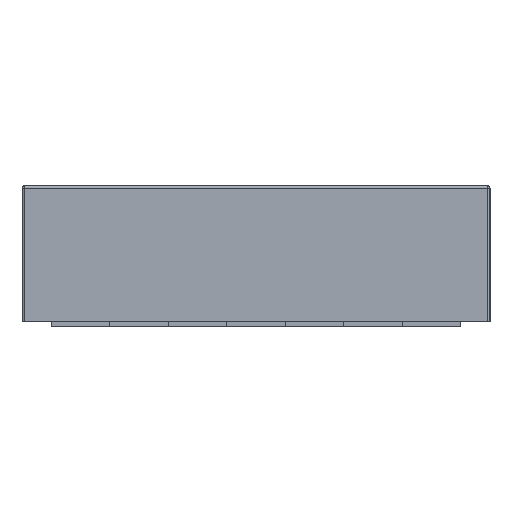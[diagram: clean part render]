
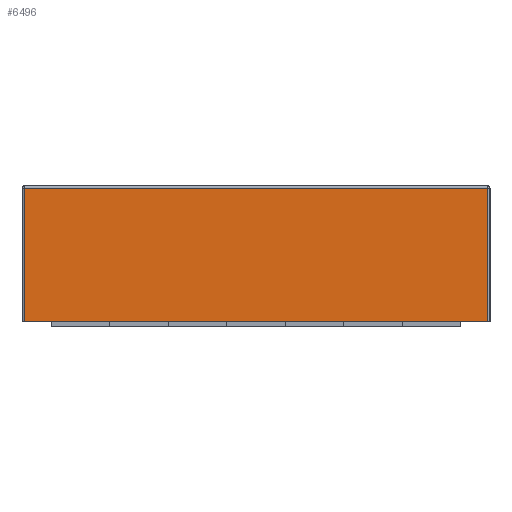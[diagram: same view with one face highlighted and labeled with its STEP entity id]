
A CAD part, left-side view. The second image highlights one B-rep face of the part: STEP entity #6496.
In plain terms, the highlighted planar face has unit normal (-1, 0, 0).
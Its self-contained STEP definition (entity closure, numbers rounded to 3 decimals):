
#250 = VERTEX_POINT ( 'NONE', #2253 ) ;
#808 = CARTESIAN_POINT ( 'NONE',  ( -1.5, 0.99, 0.57 ) ) ;
#1172 = CARTESIAN_POINT ( 'NONE',  ( -1.5, 0., 0. ) ) ;
#1317 = VERTEX_POINT ( 'NONE', #17141 ) ;
#2253 = CARTESIAN_POINT ( 'NONE',  ( -1.5, -0.99, 0.57 ) ) ;
#2438 = ORIENTED_EDGE ( 'NONE', *, *, #13912, .F. ) ;
#2503 = CARTESIAN_POINT ( 'NONE',  ( -1.5, 0.99, 0. ) ) ;
#3272 = LINE ( 'NONE', #8823, #5795 ) ;
#3632 = VERTEX_POINT ( 'NONE', #14250 ) ;
#4634 = VECTOR ( 'NONE', #13617, 1000. ) ;
#5795 = VECTOR ( 'NONE', #11572, 1000. ) ;
#6496 = ADVANCED_FACE ( 'NONE', ( #8155 ), #15101, .T. ) ;
#6938 = VERTEX_POINT ( 'NONE', #808 ) ;
#7089 = EDGE_CURVE ( 'NONE', #1317, #3632, #8104, .T. ) ;
#7141 = DIRECTION ( 'NONE',  ( 0., 0., -1. ) ) ;
#7748 = LINE ( 'NONE', #17655, #4634 ) ;
#7851 = EDGE_LOOP ( 'NONE', ( #15578, #2438, #14815, #13817 ) ) ;
#8104 = LINE ( 'NONE', #1172, #12519 ) ;
#8153 = EDGE_CURVE ( 'NONE', #6938, #1317, #17518, .T. ) ;
#8155 = FACE_OUTER_BOUND ( 'NONE', #7851, .T. ) ;
#8823 = CARTESIAN_POINT ( 'NONE',  ( -1.5, -0.99, 0. ) ) ;
#8830 = AXIS2_PLACEMENT_3D ( 'NONE', #11298, #16867, #11473 ) ;
#9409 = VECTOR ( 'NONE', #7141, 1000. ) ;
#10281 = EDGE_CURVE ( 'NONE', #3632, #250, #3272, .T. ) ;
#11298 = CARTESIAN_POINT ( 'NONE',  ( -1.5, 0., 0. ) ) ;
#11473 = DIRECTION ( 'NONE',  ( 0., 0., 1. ) ) ;
#11572 = DIRECTION ( 'NONE',  ( 0., 0., 1. ) ) ;
#12257 = DIRECTION ( 'NONE',  ( 0., -1., 0. ) ) ;
#12519 = VECTOR ( 'NONE', #12257, 1000. ) ;
#13617 = DIRECTION ( 'NONE',  ( 0., -1., 0. ) ) ;
#13817 = ORIENTED_EDGE ( 'NONE', *, *, #7089, .T. ) ;
#13912 = EDGE_CURVE ( 'NONE', #6938, #250, #7748, .T. ) ;
#14250 = CARTESIAN_POINT ( 'NONE',  ( -1.5, -0.99, 0. ) ) ;
#14815 = ORIENTED_EDGE ( 'NONE', *, *, #8153, .T. ) ;
#15101 = PLANE ( 'NONE',  #8830 ) ;
#15578 = ORIENTED_EDGE ( 'NONE', *, *, #10281, .T. ) ;
#16867 = DIRECTION ( 'NONE',  ( -1., 0., 0. ) ) ;
#17141 = CARTESIAN_POINT ( 'NONE',  ( -1.5, 0.99, 0. ) ) ;
#17518 = LINE ( 'NONE', #2503, #9409 ) ;
#17655 = CARTESIAN_POINT ( 'NONE',  ( -1.5, 0., 0.57 ) ) ;
